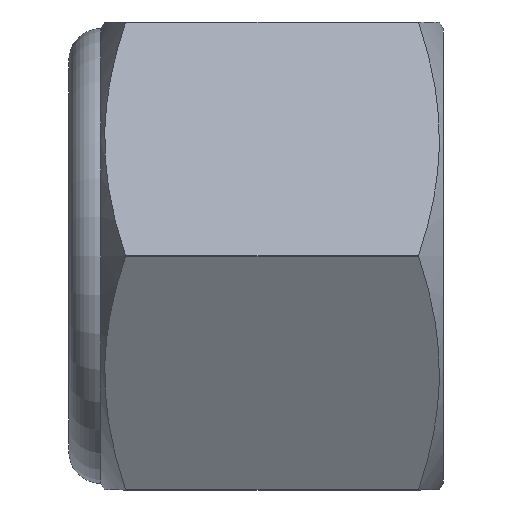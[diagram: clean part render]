
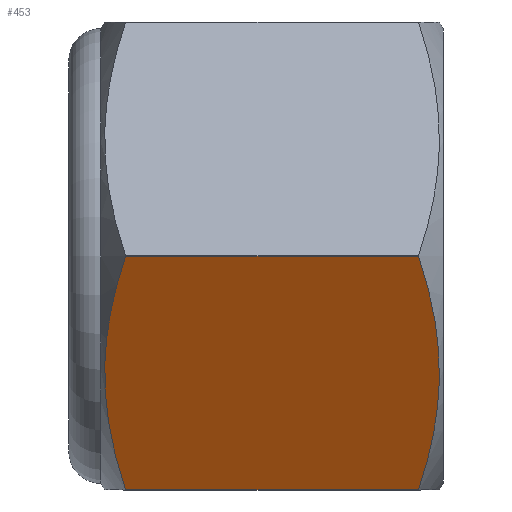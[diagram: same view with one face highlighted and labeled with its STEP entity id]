
A CAD part, front view. The second image highlights one B-rep face of the part: STEP entity #453.
In plain terms, the highlighted planar face has unit normal (0, -0.866, -0.5).
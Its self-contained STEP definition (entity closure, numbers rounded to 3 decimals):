
#400=CARTESIAN_POINT('',(17.78,-5.624,-12.484));
#401=DIRECTION('',(0.0,0.866,0.5));
#402=DIRECTION('',(-1.0,0.0,0.0));
#403=AXIS2_PLACEMENT_3D('',#400,#401,#402);
#404=PLANE('',#403);
#405=CARTESIAN_POINT('',(2.696,-6.417,-11.11));
#406=VERTEX_POINT('',#405);
#407=CARTESIAN_POINT('',(2.696,-12.83,-0.003));
#408=VERTEX_POINT('',#407);
#409=CARTESIAN_POINT('',(2.696,-6.417,-11.11));
#410=CARTESIAN_POINT('',(0.846,-9.624,-5.556));
#411=CARTESIAN_POINT('',(2.696,-12.83,-0.003));
#419=(BOUNDED_CURVE()B_SPLINE_CURVE(2,(#409,#410,#411),.UNSPECIFIED.,.F.,.U.)B_SPLINE_CURVE_WITH_KNOTS((3,3),(0.0,1.298),.UNSPECIFIED.)CURVE()GEOMETRIC_REPRESENTATION_ITEM()RATIONAL_B_SPLINE_CURVE((1.0,1.155,1.0))REPRESENTATION_ITEM(''));
#420=EDGE_CURVE('',#406,#408,#419,.T.);
#421=ORIENTED_EDGE('',*,*,#420,.F.);
#422=CARTESIAN_POINT('',(16.608,-6.417,-11.11));
#423=VERTEX_POINT('',#422);
#424=CARTESIAN_POINT('',(16.608,-6.417,-11.11));
#425=DIRECTION('',(-1.0,0.0,0.0));
#426=VECTOR('',#425,13.912);
#427=LINE('',#424,#426);
#428=EDGE_CURVE('',#423,#406,#427,.T.);
#429=ORIENTED_EDGE('',*,*,#428,.F.);
#430=CARTESIAN_POINT('',(16.608,-12.83,-0.003));
#431=VERTEX_POINT('',#430);
#432=CARTESIAN_POINT('',(16.608,-12.83,-0.003));
#433=CARTESIAN_POINT('',(18.458,-9.624,-5.556));
#434=CARTESIAN_POINT('',(16.608,-6.417,-11.11));
#442=(BOUNDED_CURVE()B_SPLINE_CURVE(2,(#432,#433,#434),.UNSPECIFIED.,.F.,.U.)B_SPLINE_CURVE_WITH_KNOTS((3,3),(0.0,1.298),.UNSPECIFIED.)CURVE()GEOMETRIC_REPRESENTATION_ITEM()RATIONAL_B_SPLINE_CURVE((1.0,1.155,1.0))REPRESENTATION_ITEM(''));
#443=EDGE_CURVE('',#431,#423,#442,.T.);
#444=ORIENTED_EDGE('',*,*,#443,.F.);
#445=CARTESIAN_POINT('',(2.696,-12.83,-0.003));
#446=DIRECTION('',(1.0,0.0,0.0));
#447=VECTOR('',#446,13.912);
#448=LINE('',#445,#447);
#449=EDGE_CURVE('',#408,#431,#448,.T.);
#450=ORIENTED_EDGE('',*,*,#449,.F.);
#451=EDGE_LOOP('',(#421,#429,#444,#450));
#452=FACE_OUTER_BOUND('',#451,.T.);
#453=ADVANCED_FACE('',(#452),#404,.F.);
